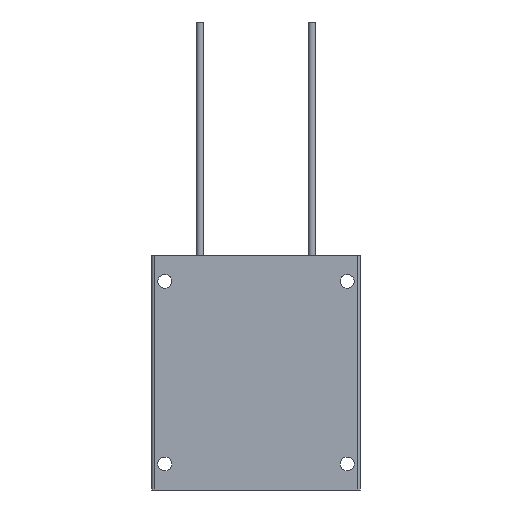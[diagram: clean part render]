
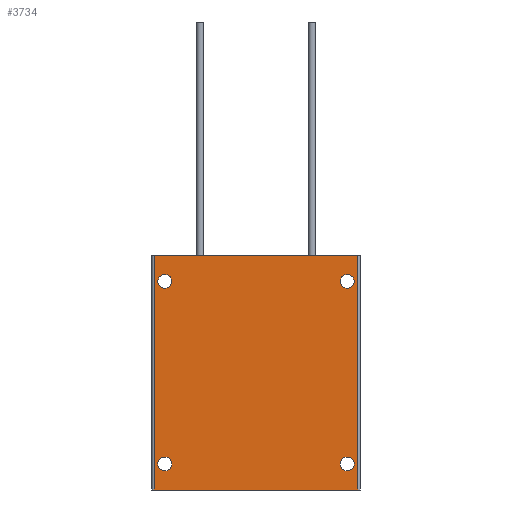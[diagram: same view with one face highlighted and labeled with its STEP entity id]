
A CAD part, front view. The second image highlights one B-rep face of the part: STEP entity #3734.
In plain terms, the highlighted planar face has unit normal (0, -1, 0).
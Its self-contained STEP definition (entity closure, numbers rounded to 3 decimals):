
#11 = ORIENTED_EDGE ( 'NONE', *, *, #1913, .F. ) ;
#25 = EDGE_LOOP ( 'NONE', ( #1627, #4261 ) ) ;
#89 = AXIS2_PLACEMENT_3D ( 'NONE', #3053, #2531, #5539 ) ;
#105 = VERTEX_POINT ( 'NONE', #4332 ) ;
#137 = EDGE_LOOP ( 'NONE', ( #908, #2352 ) ) ;
#158 = DIRECTION ( 'NONE',  ( -1., 0., 0. ) ) ;
#168 = EDGE_CURVE ( 'NONE', #4070, #956, #3739, .T. ) ;
#225 = CARTESIAN_POINT ( 'NONE',  ( -35., -5.05, 37.65 ) ) ;
#270 = AXIS2_PLACEMENT_3D ( 'NONE', #3166, #5317, #4214 ) ;
#307 = AXIS2_PLACEMENT_3D ( 'NONE', #344, #3827, #5187 ) ;
#327 = EDGE_CURVE ( 'NONE', #105, #5307, #2514, .T. ) ;
#344 = CARTESIAN_POINT ( 'NONE',  ( 35., -5.05, -35. ) ) ;
#362 = DIRECTION ( 'NONE',  ( 0., 1., 0. ) ) ;
#419 = VECTOR ( 'NONE', #4012, 1000. ) ;
#462 = DIRECTION ( 'NONE',  ( -1., 0., 0. ) ) ;
#505 = CARTESIAN_POINT ( 'NONE',  ( -35., -5.05, -35. ) ) ;
#548 = ORIENTED_EDGE ( 'NONE', *, *, #3287, .T. ) ;
#614 = EDGE_CURVE ( 'NONE', #5258, #1701, #3070, .T. ) ;
#781 = AXIS2_PLACEMENT_3D ( 'NONE', #2019, #2000, #2937 ) ;
#887 = DIRECTION ( 'NONE',  ( 0., 1., 0. ) ) ;
#908 = ORIENTED_EDGE ( 'NONE', *, *, #5520, .T. ) ;
#920 = AXIS2_PLACEMENT_3D ( 'NONE', #4025, #887, #3929 ) ;
#956 = VERTEX_POINT ( 'NONE', #225 ) ;
#970 = FACE_BOUND ( 'NONE', #3853, .T. ) ;
#1179 = CIRCLE ( 'NONE', #3486, 2.65 ) ;
#1180 = EDGE_CURVE ( 'NONE', #4551, #5544, #4208, .T. ) ;
#1190 = CARTESIAN_POINT ( 'NONE',  ( -39., -5.05, 45. ) ) ;
#1204 = DIRECTION ( 'NONE',  ( 1., 0., 0. ) ) ;
#1240 = FACE_BOUND ( 'NONE', #5136, .T. ) ;
#1291 = ORIENTED_EDGE ( 'NONE', *, *, #1180, .T. ) ;
#1296 = CARTESIAN_POINT ( 'NONE',  ( 35., -5.05, -37.65 ) ) ;
#1371 = DIRECTION ( 'NONE',  ( 1., 0., 0. ) ) ;
#1394 = EDGE_CURVE ( 'NONE', #1877, #4127, #4747, .T. ) ;
#1536 = CARTESIAN_POINT ( 'NONE',  ( 39., -5.05, 45. ) ) ;
#1548 = CIRCLE ( 'NONE', #4878, 2.65 ) ;
#1591 = CARTESIAN_POINT ( 'NONE',  ( -35., -5.05, 35. ) ) ;
#1627 = ORIENTED_EDGE ( 'NONE', *, *, #1394, .T. ) ;
#1641 = CIRCLE ( 'NONE', #89, 2.65 ) ;
#1690 = VECTOR ( 'NONE', #1371, 1000. ) ;
#1701 = VERTEX_POINT ( 'NONE', #2400 ) ;
#1742 = CARTESIAN_POINT ( 'NONE',  ( -35., -5.05, 35. ) ) ;
#1781 = FACE_BOUND ( 'NONE', #137, .T. ) ;
#1877 = VERTEX_POINT ( 'NONE', #4668 ) ;
#1899 = EDGE_LOOP ( 'NONE', ( #1908, #4091, #11, #548 ) ) ;
#1908 = ORIENTED_EDGE ( 'NONE', *, *, #327, .T. ) ;
#1913 = EDGE_CURVE ( 'NONE', #2767, #2695, #4594, .T. ) ;
#2000 = DIRECTION ( 'NONE',  ( 0., 1., 0. ) ) ;
#2019 = CARTESIAN_POINT ( 'NONE',  ( -35., -5.05, -35. ) ) ;
#2120 = CIRCLE ( 'NONE', #270, 2.65 ) ;
#2352 = ORIENTED_EDGE ( 'NONE', *, *, #614, .T. ) ;
#2400 = CARTESIAN_POINT ( 'NONE',  ( 35., -5.05, 37.65 ) ) ;
#2414 = VECTOR ( 'NONE', #1204, 1000. ) ;
#2476 = EDGE_CURVE ( 'NONE', #5544, #4551, #1548, .T. ) ;
#2485 = CARTESIAN_POINT ( 'NONE',  ( 35., -5.05, 32.35 ) ) ;
#2514 = LINE ( 'NONE', #3153, #1690 ) ;
#2524 = EDGE_CURVE ( 'NONE', #2695, #5307, #3894, .T. ) ;
#2528 = DIRECTION ( 'NONE',  ( -1., 0., 0. ) ) ;
#2531 = DIRECTION ( 'NONE',  ( 0., 1., 0. ) ) ;
#2618 = LINE ( 'NONE', #4550, #3039 ) ;
#2695 = VERTEX_POINT ( 'NONE', #1536 ) ;
#2767 = VERTEX_POINT ( 'NONE', #1190 ) ;
#2820 = CARTESIAN_POINT ( 'NONE',  ( -35., -5.05, -37.65 ) ) ;
#2858 = ORIENTED_EDGE ( 'NONE', *, *, #168, .T. ) ;
#2899 = DIRECTION ( 'NONE',  ( 0., 1., 0. ) ) ;
#2937 = DIRECTION ( 'NONE',  ( -1., 0., 0. ) ) ;
#3039 = VECTOR ( 'NONE', #5415, 1000. ) ;
#3053 = CARTESIAN_POINT ( 'NONE',  ( 35., -5.05, -35. ) ) ;
#3070 = CIRCLE ( 'NONE', #3536, 2.65 ) ;
#3071 = CARTESIAN_POINT ( 'NONE',  ( 39., -5.05, -45. ) ) ;
#3073 = PLANE ( 'NONE',  #920 ) ;
#3153 = CARTESIAN_POINT ( 'NONE',  ( 0., -5.05, -45. ) ) ;
#3166 = CARTESIAN_POINT ( 'NONE',  ( 35., -5.05, 35. ) ) ;
#3174 = AXIS2_PLACEMENT_3D ( 'NONE', #1742, #5221, #462 ) ;
#3287 = EDGE_CURVE ( 'NONE', #2767, #105, #2618, .T. ) ;
#3456 = CARTESIAN_POINT ( 'NONE',  ( -35., -5.05, 32.35 ) ) ;
#3486 = AXIS2_PLACEMENT_3D ( 'NONE', #1591, #362, #2528 ) ;
#3525 = EDGE_CURVE ( 'NONE', #4127, #1877, #1641, .T. ) ;
#3536 = AXIS2_PLACEMENT_3D ( 'NONE', #4166, #2899, #3775 ) ;
#3620 = DIRECTION ( 'NONE',  ( 0., 1., 0. ) ) ;
#3734 = ADVANCED_FACE ( 'NONE', ( #1240, #1781, #4444, #970, #5184 ), #3073, .F. ) ;
#3739 = CIRCLE ( 'NONE', #3174, 2.65 ) ;
#3775 = DIRECTION ( 'NONE',  ( -1., 0., 0. ) ) ;
#3827 = DIRECTION ( 'NONE',  ( 0., 1., 0. ) ) ;
#3853 = EDGE_LOOP ( 'NONE', ( #1291, #4613 ) ) ;
#3894 = LINE ( 'NONE', #5335, #419 ) ;
#3929 = DIRECTION ( 'NONE',  ( -1., 0., 0. ) ) ;
#4012 = DIRECTION ( 'NONE',  ( 0., 0., -1. ) ) ;
#4025 = CARTESIAN_POINT ( 'NONE',  ( 0., -5.05, 45. ) ) ;
#4070 = VERTEX_POINT ( 'NONE', #3456 ) ;
#4091 = ORIENTED_EDGE ( 'NONE', *, *, #2524, .F. ) ;
#4127 = VERTEX_POINT ( 'NONE', #1296 ) ;
#4166 = CARTESIAN_POINT ( 'NONE',  ( 35., -5.05, 35. ) ) ;
#4208 = CIRCLE ( 'NONE', #781, 2.65 ) ;
#4214 = DIRECTION ( 'NONE',  ( -1., 0., 0. ) ) ;
#4261 = ORIENTED_EDGE ( 'NONE', *, *, #3525, .T. ) ;
#4332 = CARTESIAN_POINT ( 'NONE',  ( -39., -5.05, -45. ) ) ;
#4444 = FACE_BOUND ( 'NONE', #25, .T. ) ;
#4550 = CARTESIAN_POINT ( 'NONE',  ( -39., -5.05, 45. ) ) ;
#4551 = VERTEX_POINT ( 'NONE', #5015 ) ;
#4594 = LINE ( 'NONE', #4672, #2414 ) ;
#4613 = ORIENTED_EDGE ( 'NONE', *, *, #2476, .T. ) ;
#4668 = CARTESIAN_POINT ( 'NONE',  ( 35., -5.05, -32.35 ) ) ;
#4672 = CARTESIAN_POINT ( 'NONE',  ( 0., -5.05, 45. ) ) ;
#4747 = CIRCLE ( 'NONE', #307, 2.65 ) ;
#4878 = AXIS2_PLACEMENT_3D ( 'NONE', #505, #3620, #158 ) ;
#5015 = CARTESIAN_POINT ( 'NONE',  ( -35., -5.05, -32.35 ) ) ;
#5136 = EDGE_LOOP ( 'NONE', ( #5334, #2858 ) ) ;
#5184 = FACE_OUTER_BOUND ( 'NONE', #1899, .T. ) ;
#5187 = DIRECTION ( 'NONE',  ( -1., 0., 0. ) ) ;
#5221 = DIRECTION ( 'NONE',  ( 0., 1., 0. ) ) ;
#5258 = VERTEX_POINT ( 'NONE', #2485 ) ;
#5267 = EDGE_CURVE ( 'NONE', #956, #4070, #1179, .T. ) ;
#5307 = VERTEX_POINT ( 'NONE', #3071 ) ;
#5317 = DIRECTION ( 'NONE',  ( 0., 1., 0. ) ) ;
#5334 = ORIENTED_EDGE ( 'NONE', *, *, #5267, .T. ) ;
#5335 = CARTESIAN_POINT ( 'NONE',  ( 39., -5.05, 45. ) ) ;
#5415 = DIRECTION ( 'NONE',  ( 0., 0., -1. ) ) ;
#5520 = EDGE_CURVE ( 'NONE', #1701, #5258, #2120, .T. ) ;
#5539 = DIRECTION ( 'NONE',  ( -1., 0., 0. ) ) ;
#5544 = VERTEX_POINT ( 'NONE', #2820 ) ;
